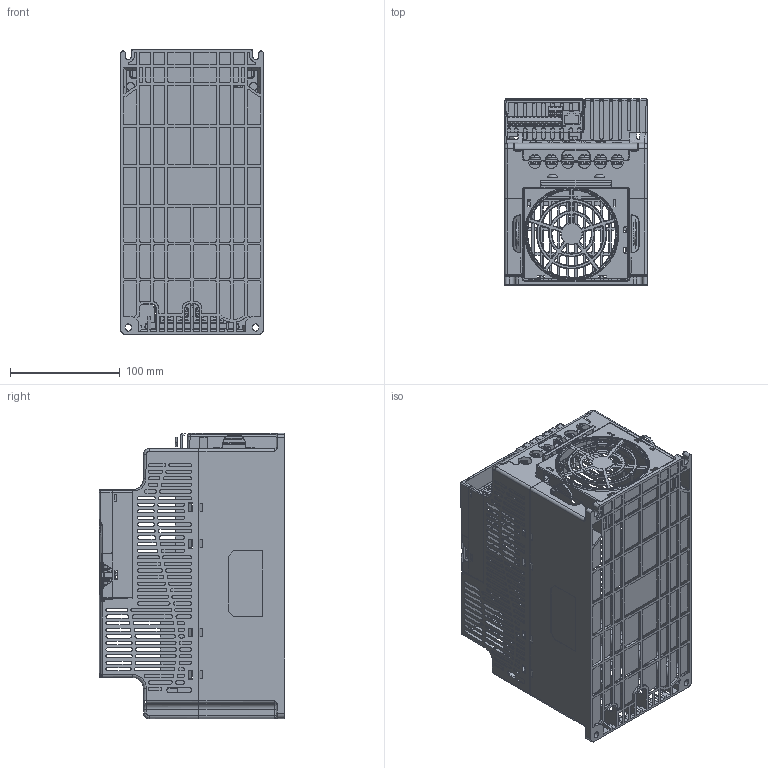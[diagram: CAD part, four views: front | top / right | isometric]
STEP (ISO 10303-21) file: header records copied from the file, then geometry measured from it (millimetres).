
FILE_DESCRIPTION(/* description */ ('Alibre Inc.'),/* implementation_level */ '2;1');
FILE_NAME(/* name */ 'export-CE1E6523-39B1-4305-B94A-57A56BD5893B',/* time_stamp */ '2019-09-11T13:49:12+02:00',/* author */ (''),/* organization */ (''),/* preprocessor_version */ 'ST-DEVELOPER v17',/* originating_system */ 'Alibre',/* authorisation */ '');
FILE_SCHEMA (('AUTOMOTIVE_DESIGN'));
Length unit declared in the file: millimetre
Bounding box: 130 x 169.2 x 260 mm (x, y, z)
Surface area: 227282.5 mm2 (no closed solid volume)
Topology: 0 solids, 1380 shells, 1380 faces, 12624 edges, 12605 vertices
Faces by surface type: plane 966, bspline 316, torus 82, cylinder 8, cone 8
Entity records: 245230 total; most frequent: CARTESIAN_POINT 141246, VERTEX_POINT 12601, EDGE_CURVE 12601, ORIENTED_EDGE 12601, B_SPLINE_CURVE_WITH_KNOTS 12376, DIRECTION 7050, AXIS2_PLACEMENT_3D 4049, PRODUCT_DEFINITION_SHAPE 2761
